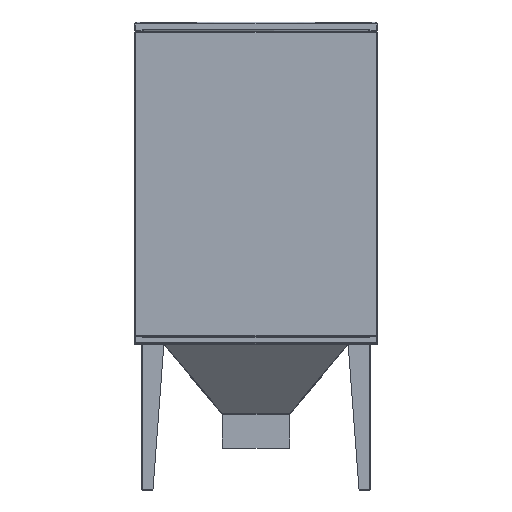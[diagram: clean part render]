
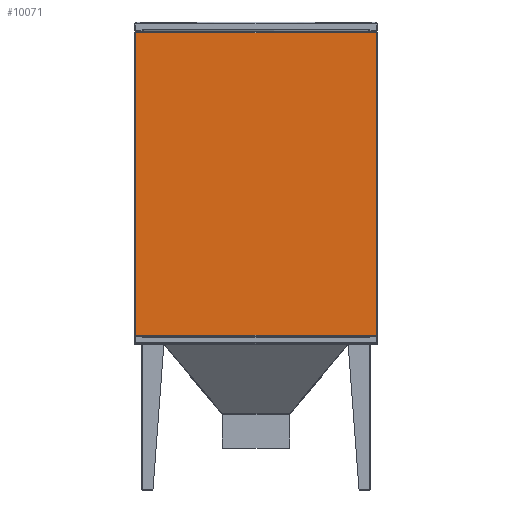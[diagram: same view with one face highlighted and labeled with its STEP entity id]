
A CAD part, top view. The second image highlights one B-rep face of the part: STEP entity #10071.
In plain terms, the highlighted free-form (B-spline) face has degree [1, 1] with [2, 2] control points.
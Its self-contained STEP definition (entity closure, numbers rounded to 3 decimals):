
#9483 = VERTEX_POINT('',#9484);
#9484 = CARTESIAN_POINT('',(290.853,20.44,
    293.672));
#9631 = VERTEX_POINT('',#9632);
#9632 = CARTESIAN_POINT('',(-290.853,20.44,
    293.672));
#9783 = VERTEX_POINT('',#9784);
#9784 = CARTESIAN_POINT('',(-290.853,752.74,
    293.672));
#9935 = VERTEX_POINT('',#9936);
#9936 = CARTESIAN_POINT('',(290.853,752.74,
    293.672));
#10058 = EDGE_CURVE('',#9483,#9935,#10059,.T.);
#10059 = B_SPLINE_CURVE_WITH_KNOTS('',1,(#10060,#10061),.UNSPECIFIED.,
  .F.,.F.,(2,2),(0.,623.4),.PIECEWISE_BEZIER_KNOTS.);
#10060 = CARTESIAN_POINT('',(290.853,20.44,
    293.672));
#10061 = CARTESIAN_POINT('',(290.853,752.74,
    293.672));
#10071 = ADVANCED_FACE('',(#10072),#10090,.F.);
#10072 = FACE_BOUND('',#10073,.F.);
#10073 = EDGE_LOOP('',(#10074,#10079,#10084,#10089));
#10074 = ORIENTED_EDGE('',*,*,#10075,.F.);
#10075 = EDGE_CURVE('',#9631,#9483,#10076,.T.);
#10076 = B_SPLINE_CURVE_WITH_KNOTS('',1,(#10077,#10078),.UNSPECIFIED.,
  .F.,.F.,(2,2),(0.,495.2),.PIECEWISE_BEZIER_KNOTS.);
#10077 = CARTESIAN_POINT('',(-290.853,20.44,
    293.672));
#10078 = CARTESIAN_POINT('',(290.853,20.44,
    293.672));
#10079 = ORIENTED_EDGE('',*,*,#10080,.F.);
#10080 = EDGE_CURVE('',#9783,#9631,#10081,.T.);
#10081 = B_SPLINE_CURVE_WITH_KNOTS('',1,(#10082,#10083),.UNSPECIFIED.,
  .F.,.F.,(2,2),(0.,623.4),.PIECEWISE_BEZIER_KNOTS.);
#10082 = CARTESIAN_POINT('',(-290.853,752.74,
    293.672));
#10083 = CARTESIAN_POINT('',(-290.853,20.44,
    293.672));
#10084 = ORIENTED_EDGE('',*,*,#10085,.F.);
#10085 = EDGE_CURVE('',#9935,#9783,#10086,.T.);
#10086 = B_SPLINE_CURVE_WITH_KNOTS('',1,(#10087,#10088),.UNSPECIFIED.,
  .F.,.F.,(2,2),(0.,495.2),.PIECEWISE_BEZIER_KNOTS.);
#10087 = CARTESIAN_POINT('',(290.853,752.74,
    293.672));
#10088 = CARTESIAN_POINT('',(-290.853,752.74,
    293.672));
#10089 = ORIENTED_EDGE('',*,*,#10058,.F.);
#10090 = B_SPLINE_SURFACE_WITH_KNOTS('',1,1,(
    (#10091,#10092)
    ,(#10093,#10094
    )),.UNSPECIFIED.,.F.,.F.,.F.,(2,2),(2,2),(-247.6,247.6),(17.4,640.8)
  ,.PIECEWISE_BEZIER_KNOTS.);
#10091 = CARTESIAN_POINT('',(290.853,20.44,
    293.672));
#10092 = CARTESIAN_POINT('',(290.853,752.74,
    293.672));
#10093 = CARTESIAN_POINT('',(-290.853,20.44,
    293.672));
#10094 = CARTESIAN_POINT('',(-290.853,752.74,
    293.672));
